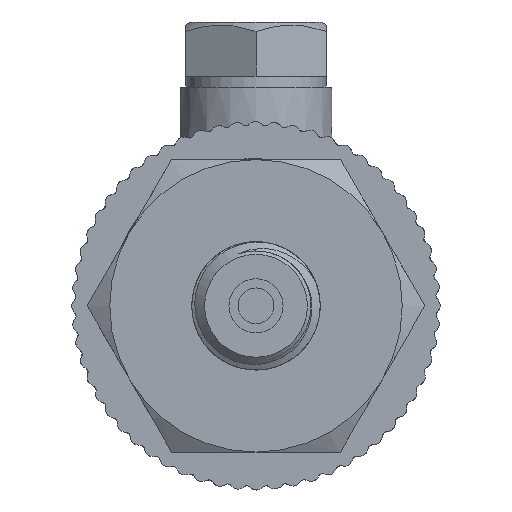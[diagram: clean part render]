
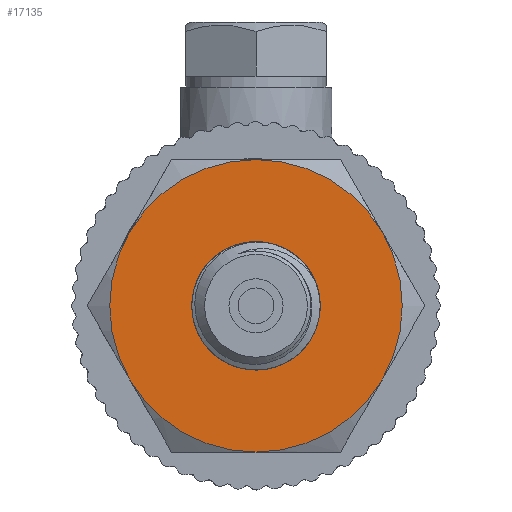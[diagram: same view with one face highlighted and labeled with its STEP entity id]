
A CAD part, left-side view. The second image highlights one B-rep face of the part: STEP entity #17135.
In plain terms, the highlighted planar face has unit normal (-1, 0, 0).
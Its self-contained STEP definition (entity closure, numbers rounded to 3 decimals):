
#643=PLANE('',#18011);
#808=FACE_BOUND('',#2209,.T.);
#1205=FACE_OUTER_BOUND('',#2208,.T.);
#2208=EDGE_LOOP('',(#12784));
#2209=EDGE_LOOP('',(#12785));
#2953=CIRCLE('',#17992,5.9);
#2960=CIRCLE('',#18009,13.5);
#7018=VERTEX_POINT('',#31668);
#7023=VERTEX_POINT('',#32392);
#9146=EDGE_CURVE('',#7018,#7018,#2953,.T.);
#9159=EDGE_CURVE('',#7023,#7023,#2960,.T.);
#12784=ORIENTED_EDGE('',*,*,#9159,.F.);
#12785=ORIENTED_EDGE('',*,*,#9146,.T.);
#17135=ADVANCED_FACE('',(#1205,#808),#643,.T.);
#17992=AXIS2_PLACEMENT_3D('',#31669,#19517,#19518);
#18009=AXIS2_PLACEMENT_3D('',#32394,#19555,#19556);
#18011=AXIS2_PLACEMENT_3D('',#32396,#19559,#19560);
#19517=DIRECTION('center_axis',(1.,0.,0.));
#19518=DIRECTION('ref_axis',(0.,0.,-1.));
#19555=DIRECTION('center_axis',(1.,0.,0.));
#19556=DIRECTION('ref_axis',(0.,0.,-1.));
#19559=DIRECTION('center_axis',(-1.,0.,0.));
#19560=DIRECTION('ref_axis',(0.,0.,1.));
#31668=CARTESIAN_POINT('',(-47.,0.,5.9));
#31669=CARTESIAN_POINT('Origin',(-47.,0.,0.));
#32392=CARTESIAN_POINT('',(-47.,-13.5,0.));
#32394=CARTESIAN_POINT('Origin',(-47.,0.,0.));
#32396=CARTESIAN_POINT('Origin',(-47.,13.5,0.));
